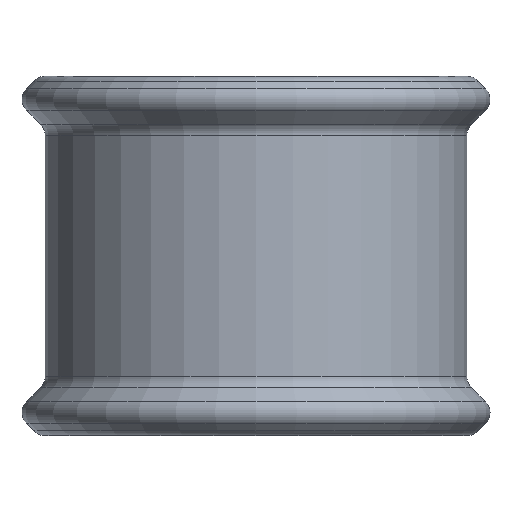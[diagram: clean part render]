
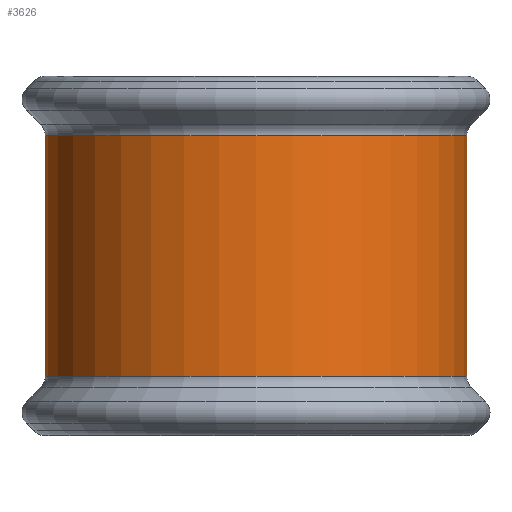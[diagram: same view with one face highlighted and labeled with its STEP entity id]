
A CAD part, front view. The second image highlights one B-rep face of the part: STEP entity #3626.
In plain terms, the highlighted cylindrical face has radius 10.122 mm (diameter 20.244 mm), a partial arc.
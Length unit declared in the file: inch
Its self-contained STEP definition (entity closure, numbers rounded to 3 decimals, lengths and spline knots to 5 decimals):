
#290 = CARTESIAN_POINT ( 'NONE',  ( -0.055, -0.812, -0.22729 ) ) ;
#606 = EDGE_CURVE ( 'NONE', #5784, #1930, #4806, .T. ) ;
#686 = CARTESIAN_POINT ( 'NONE',  ( 0.3435, -0.812, 0.22729 ) ) ;
#807 = AXIS2_PLACEMENT_3D ( 'NONE', #3838, #2900, #2924 ) ;
#814 = CARTESIAN_POINT ( 'NONE',  ( 0.3435, -0.4135, 0.22729 ) ) ;
#1049 = LINE ( 'NONE', #4830, #5891 ) ;
#1177 = DIRECTION ( 'NONE',  ( -1., 0., 0. ) ) ;
#1303 = FACE_OUTER_BOUND ( 'NONE', #2835, .T. ) ;
#1488 = CARTESIAN_POINT ( 'NONE',  ( -0.055, -0.812, 0.22729 ) ) ;
#1671 = CARTESIAN_POINT ( 'NONE',  ( 0.3435, -0.4135, 0.22729 ) ) ;
#1930 = VERTEX_POINT ( 'NONE', #290 ) ;
#2278 = ORIENTED_EDGE ( 'NONE', *, *, #3977, .T. ) ;
#2298 = CARTESIAN_POINT ( 'NONE',  ( 0.3435, -0.812, -0.22729 ) ) ;
#2507 = VERTEX_POINT ( 'NONE', #1488 ) ;
#2788 = DIRECTION ( 'NONE',  ( -1., 0., 0. ) ) ;
#2835 = EDGE_LOOP ( 'NONE', ( #4293, #2278, #3735, #4336 ) ) ;
#2883 = VECTOR ( 'NONE', #4948, 39.37008 ) ;
#2900 = DIRECTION ( 'NONE',  ( 0., 0., -1. ) ) ;
#2924 = DIRECTION ( 'NONE',  ( -1., 0., 0. ) ) ;
#3037 = EDGE_CURVE ( 'NONE', #1930, #2507, #1049, .T. ) ;
#3066 = CYLINDRICAL_SURFACE ( 'NONE', #807, 0.3985 ) ;
#3132 = CIRCLE ( 'NONE', #5240, 0.3985 ) ;
#3626 = ADVANCED_FACE ( 'NONE', ( #1303 ), #3066, .T. ) ;
#3735 = ORIENTED_EDGE ( 'NONE', *, *, #3037, .F. ) ;
#3838 = CARTESIAN_POINT ( 'NONE',  ( 0.3435, -0.812, 0. ) ) ;
#3977 = EDGE_CURVE ( 'NONE', #4628, #2507, #3132, .T. ) ;
#4007 = DIRECTION ( 'NONE',  ( 0., 0., -1. ) ) ;
#4210 = AXIS2_PLACEMENT_3D ( 'NONE', #2298, #5561, #2788 ) ;
#4293 = ORIENTED_EDGE ( 'NONE', *, *, #5342, .T. ) ;
#4336 = ORIENTED_EDGE ( 'NONE', *, *, #606, .F. ) ;
#4628 = VERTEX_POINT ( 'NONE', #814 ) ;
#4806 = CIRCLE ( 'NONE', #4210, 0.3985 ) ;
#4830 = CARTESIAN_POINT ( 'NONE',  ( -0.055, -0.812, 0.22729 ) ) ;
#4948 = DIRECTION ( 'NONE',  ( 0., 0., 1. ) ) ;
#5240 = AXIS2_PLACEMENT_3D ( 'NONE', #686, #4007, #1177 ) ;
#5258 = CARTESIAN_POINT ( 'NONE',  ( 0.3435, -0.4135, -0.22729 ) ) ;
#5301 = DIRECTION ( 'NONE',  ( 0., 0., 1. ) ) ;
#5342 = EDGE_CURVE ( 'NONE', #5784, #4628, #5345, .T. ) ;
#5345 = LINE ( 'NONE', #1671, #2883 ) ;
#5561 = DIRECTION ( 'NONE',  ( 0., 0., -1. ) ) ;
#5784 = VERTEX_POINT ( 'NONE', #5258 ) ;
#5891 = VECTOR ( 'NONE', #5301, 39.37008 ) ;
